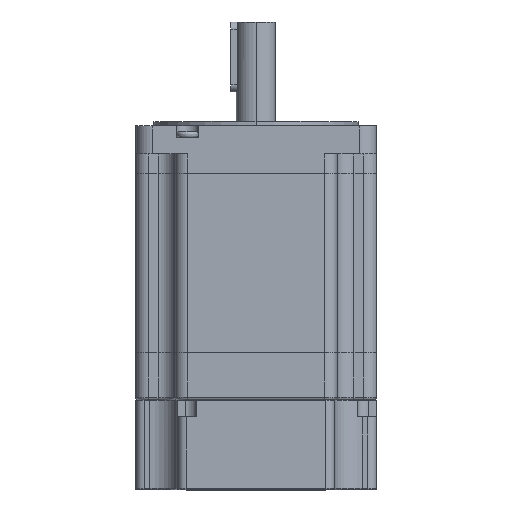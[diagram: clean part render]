
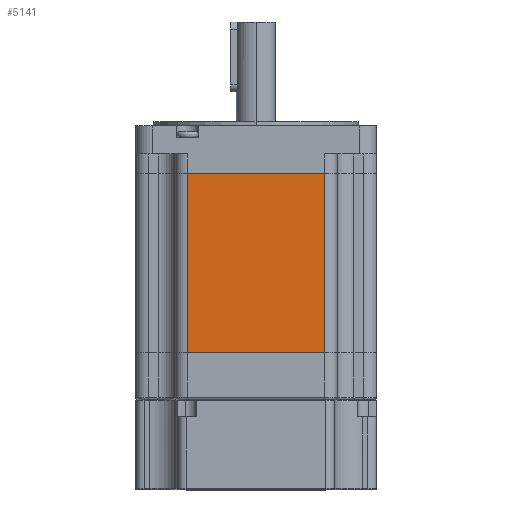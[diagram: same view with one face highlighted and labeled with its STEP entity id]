
A CAD part, top view. The second image highlights one B-rep face of the part: STEP entity #5141.
In plain terms, the highlighted planar face has unit normal (0, 0, 1).
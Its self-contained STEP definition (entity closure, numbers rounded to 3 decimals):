
#30 = CARTESIAN_POINT ( 'NONE',  ( 67.5, 64., 0. ) ) ;
#449 = VERTEX_POINT ( 'NONE', #6584 ) ;
#492 = VECTOR ( 'NONE', #4502, 1000. ) ;
#898 = DIRECTION ( 'NONE',  ( 0., -1., 0. ) ) ;
#1432 = LINE ( 'NONE', #30, #492 ) ;
#1634 = LINE ( 'NONE', #3885, #8074 ) ;
#1773 = CARTESIAN_POINT ( 'NONE',  ( 67.5, 64., 0. ) ) ;
#2223 = DIRECTION ( 'NONE',  ( 1., 0., 0. ) ) ;
#2335 = EDGE_LOOP ( 'NONE', ( #7141, #4813, #3425, #7852 ) ) ;
#2459 = EDGE_CURVE ( 'NONE', #6269, #9737, #3730, .T. ) ;
#2533 = CARTESIAN_POINT ( 'NONE',  ( 18.5, 0., 0. ) ) ;
#2537 = VERTEX_POINT ( 'NONE', #7753 ) ;
#3425 = ORIENTED_EDGE ( 'NONE', *, *, #8706, .F. ) ;
#3730 = LINE ( 'NONE', #6212, #6479 ) ;
#3885 = CARTESIAN_POINT ( 'NONE',  ( 67.5, 64., 0. ) ) ;
#4102 = CARTESIAN_POINT ( 'NONE',  ( 67.5, 0., 0. ) ) ;
#4502 = DIRECTION ( 'NONE',  ( 0., -1., 0. ) ) ;
#4554 = EDGE_CURVE ( 'NONE', #2537, #6269, #7267, .T. ) ;
#4813 = ORIENTED_EDGE ( 'NONE', *, *, #5956, .F. ) ;
#4853 = DIRECTION ( 'NONE',  ( 0., -1., 0. ) ) ;
#5141 = ADVANCED_FACE ( 'NONE', ( #5650 ), #7963, .F. ) ;
#5483 = CARTESIAN_POINT ( 'NONE',  ( 18.5, 64., 0. ) ) ;
#5650 = FACE_OUTER_BOUND ( 'NONE', #2335, .T. ) ;
#5956 = EDGE_CURVE ( 'NONE', #449, #9737, #1432, .T. ) ;
#6212 = CARTESIAN_POINT ( 'NONE',  ( 67.5, 0., 0. ) ) ;
#6269 = VERTEX_POINT ( 'NONE', #2533 ) ;
#6479 = VECTOR ( 'NONE', #2223, 1000. ) ;
#6584 = CARTESIAN_POINT ( 'NONE',  ( 67.5, 64., 0. ) ) ;
#6999 = AXIS2_PLACEMENT_3D ( 'NONE', #1773, #8559, #4853 ) ;
#7141 = ORIENTED_EDGE ( 'NONE', *, *, #2459, .T. ) ;
#7267 = LINE ( 'NONE', #5483, #9552 ) ;
#7753 = CARTESIAN_POINT ( 'NONE',  ( 18.5, 64., 0. ) ) ;
#7852 = ORIENTED_EDGE ( 'NONE', *, *, #4554, .T. ) ;
#7963 = PLANE ( 'NONE',  #6999 ) ;
#8074 = VECTOR ( 'NONE', #8468, 1000. ) ;
#8468 = DIRECTION ( 'NONE',  ( 1., 0., 0. ) ) ;
#8559 = DIRECTION ( 'NONE',  ( 0., 0., -1. ) ) ;
#8706 = EDGE_CURVE ( 'NONE', #2537, #449, #1634, .T. ) ;
#9552 = VECTOR ( 'NONE', #898, 1000. ) ;
#9737 = VERTEX_POINT ( 'NONE', #4102 ) ;
